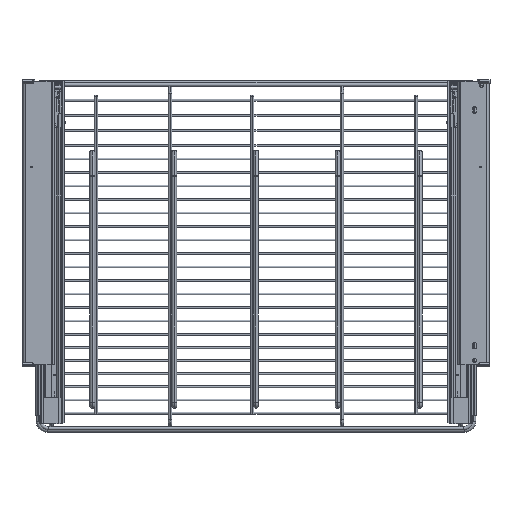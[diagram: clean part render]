
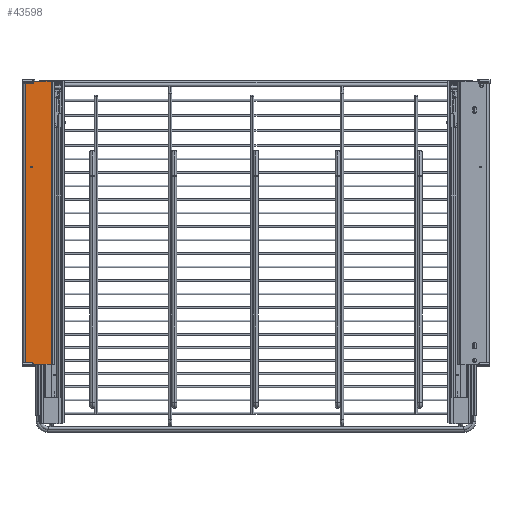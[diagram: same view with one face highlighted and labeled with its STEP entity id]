
A CAD part, front view. The second image highlights one B-rep face of the part: STEP entity #43598.
In plain terms, the highlighted planar face has unit normal (0, -1, 0).
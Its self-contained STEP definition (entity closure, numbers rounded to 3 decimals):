
#3884 = VECTOR ( 'NONE', #101596, 1000. ) ;
#12422 = LINE ( 'NONE', #19931, #14521 ) ;
#14521 = VECTOR ( 'NONE', #64331, 1000. ) ;
#14561 = CARTESIAN_POINT ( 'NONE',  ( -34.5, 0., 0. ) ) ;
#14652 = ORIENTED_EDGE ( 'NONE', *, *, #46895, .T. ) ;
#19522 = ORIENTED_EDGE ( 'NONE', *, *, #48818, .F. ) ;
#19931 = CARTESIAN_POINT ( 'NONE',  ( -34.5, 0., 0. ) ) ;
#20105 = DIRECTION ( 'NONE',  ( 0., 0., -1. ) ) ;
#22252 = VECTOR ( 'NONE', #20105, 1000. ) ;
#24470 = VERTEX_POINT ( 'NONE', #72275 ) ;
#24520 = EDGE_CURVE ( 'NONE', #35739, #57169, #83774, .T. ) ;
#35739 = VERTEX_POINT ( 'NONE', #53546 ) ;
#35929 = ORIENTED_EDGE ( 'NONE', *, *, #24520, .F. ) ;
#41455 = EDGE_CURVE ( 'NONE', #89297, #35739, #12422, .T. ) ;
#43598 = ADVANCED_FACE ( 'NONE', ( #65798 ), #83115, .F. ) ;
#43760 = LINE ( 'NONE', #14561, #75454 ) ;
#46895 = EDGE_CURVE ( 'NONE', #89297, #24470, #43760, .T. ) ;
#47352 = DIRECTION ( 'NONE',  ( 0., 1., 0. ) ) ;
#47446 = AXIS2_PLACEMENT_3D ( 'NONE', #91191, #47352, #98676 ) ;
#48818 = EDGE_CURVE ( 'NONE', #57169, #24470, #63364, .T. ) ;
#53546 = CARTESIAN_POINT ( 'NONE',  ( -34.5, 0., 346. ) ) ;
#57169 = VERTEX_POINT ( 'NONE', #63595 ) ;
#63364 = LINE ( 'NONE', #75290, #22252 ) ;
#63595 = CARTESIAN_POINT ( 'NONE',  ( -3.6, 0., 346. ) ) ;
#64331 = DIRECTION ( 'NONE',  ( 0., 0., 1. ) ) ;
#65798 = FACE_OUTER_BOUND ( 'NONE', #101650, .T. ) ;
#72275 = CARTESIAN_POINT ( 'NONE',  ( -3.6, 0., 0. ) ) ;
#75290 = CARTESIAN_POINT ( 'NONE',  ( -3.6, 0., 346. ) ) ;
#75454 = VECTOR ( 'NONE', #87590, 1000. ) ;
#75680 = CARTESIAN_POINT ( 'NONE',  ( -34.5, 0., 346. ) ) ;
#83115 = PLANE ( 'NONE',  #47446 ) ;
#83774 = LINE ( 'NONE', #75680, #3884 ) ;
#87590 = DIRECTION ( 'NONE',  ( 1., 0., 0. ) ) ;
#89297 = VERTEX_POINT ( 'NONE', #100883 ) ;
#91191 = CARTESIAN_POINT ( 'NONE',  ( -3.6, 0., 0. ) ) ;
#98676 = DIRECTION ( 'NONE',  ( 1., 0., 0. ) ) ;
#100883 = CARTESIAN_POINT ( 'NONE',  ( -34.5, 0., 0. ) ) ;
#101596 = DIRECTION ( 'NONE',  ( 1., 0., 0. ) ) ;
#101650 = EDGE_LOOP ( 'NONE', ( #104759, #14652, #19522, #35929 ) ) ;
#104759 = ORIENTED_EDGE ( 'NONE', *, *, #41455, .F. ) ;
